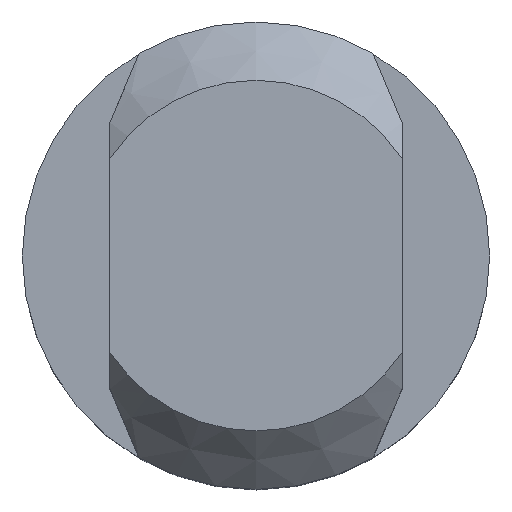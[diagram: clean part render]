
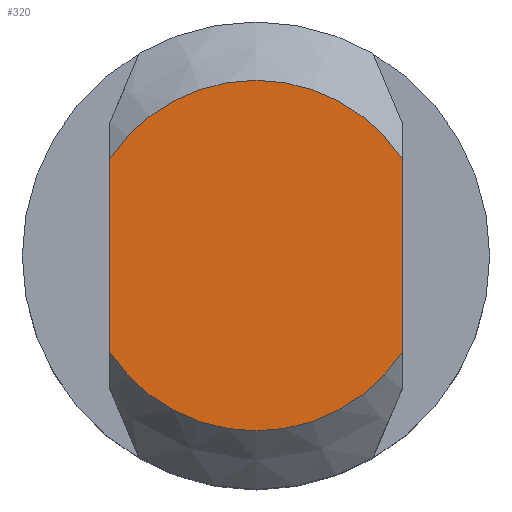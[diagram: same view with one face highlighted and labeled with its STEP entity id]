
A CAD part, top view. The second image highlights one B-rep face of the part: STEP entity #320.
In plain terms, the highlighted planar face has unit normal (0, 0, 1).
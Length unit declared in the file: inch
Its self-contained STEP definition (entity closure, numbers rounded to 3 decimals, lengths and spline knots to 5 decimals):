
#40=PLANE('',#368);
#59=FACE_OUTER_BOUND('',#80,.T.);
#80=EDGE_LOOP('',(#295,#296,#297,#298));
#87=CIRCLE('',#346,0.1875);
#88=CIRCLE('',#348,0.1875);
#106=LINE('',#503,#127);
#112=LINE('',#540,#133);
#127=VECTOR('',#401,0.3937);
#133=VECTOR('',#421,0.3937);
#152=VERTEX_POINT('',#498);
#153=VERTEX_POINT('',#502);
#154=VERTEX_POINT('',#508);
#157=VERTEX_POINT('',#525);
#185=EDGE_CURVE('',#153,#152,#106,.T.);
#187=EDGE_CURVE('',#154,#153,#87,.T.);
#193=EDGE_CURVE('',#152,#157,#88,.T.);
#199=EDGE_CURVE('',#157,#154,#112,.T.);
#295=ORIENTED_EDGE('',*,*,#185,.T.);
#296=ORIENTED_EDGE('',*,*,#193,.T.);
#297=ORIENTED_EDGE('',*,*,#199,.T.);
#298=ORIENTED_EDGE('',*,*,#187,.T.);
#320=ADVANCED_FACE('',(#59),#40,.T.);
#346=AXIS2_PLACEMENT_3D('',#509,#404,#405);
#348=AXIS2_PLACEMENT_3D('',#529,#408,#409);
#368=AXIS2_PLACEMENT_3D('',#568,#458,#459);
#401=DIRECTION('',(0.,-1.,0.));
#404=DIRECTION('center_axis',(0.,0.,
1.));
#405=DIRECTION('ref_axis',(0.,1.,0.));
#408=DIRECTION('center_axis',(0.,0.,
1.));
#409=DIRECTION('ref_axis',(0.,1.,0.));
#421=DIRECTION('',(0.,1.,0.));
#458=DIRECTION('center_axis',(0.,0.,
1.));
#459=DIRECTION('ref_axis',(1.,0.,0.));
#498=CARTESIAN_POINT('',(-0.15625,-0.10364,0.95));
#502=CARTESIAN_POINT('',(-0.15625,0.10364,0.95));
#503=CARTESIAN_POINT('',(-0.15625,-0.07128,0.95));
#508=CARTESIAN_POINT('',(0.15625,0.10364,0.95));
#509=CARTESIAN_POINT('Origin',(0.,0.,
0.95));
#525=CARTESIAN_POINT('',(0.15625,-0.10364,0.95));
#529=CARTESIAN_POINT('Origin',(0.,0.,
0.95));
#540=CARTESIAN_POINT('',(0.15625,0.07128,0.95));
#568=CARTESIAN_POINT('Origin',(0.,0.,
0.95));
